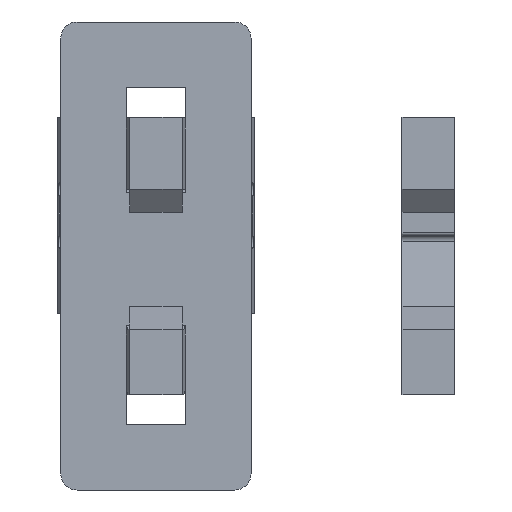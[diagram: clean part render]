
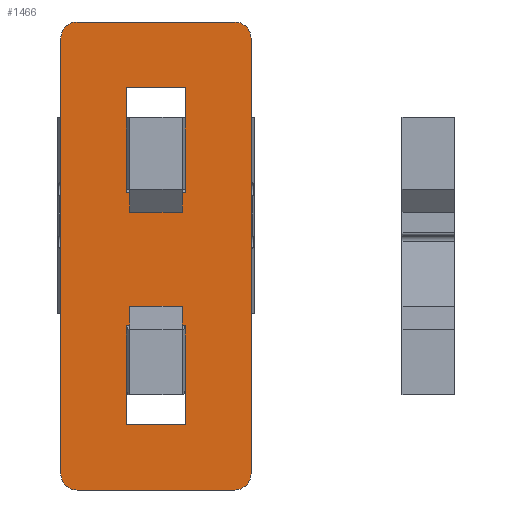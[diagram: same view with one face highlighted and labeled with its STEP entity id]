
A CAD part, left-side view. The second image highlights one B-rep face of the part: STEP entity #1466.
In plain terms, the highlighted planar face has unit normal (-1, 0, 0).
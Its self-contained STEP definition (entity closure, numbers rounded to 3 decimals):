
#37=FACE_BOUND('',#197,.T.);
#38=FACE_BOUND('',#198,.T.);
#52=PLANE('',#1568);
#116=FACE_OUTER_BOUND('',#196,.T.);
#196=EDGE_LOOP('',(#1079,#1080,#1081,#1082,#1083,#1084,#1085,#1086));
#197=EDGE_LOOP('',(#1087,#1088,#1089,#1090));
#198=EDGE_LOOP('',(#1091,#1092,#1093,#1094));
#263=LINE('',#2082,#443);
#277=LINE('',#2118,#457);
#280=LINE('',#2126,#460);
#283=LINE('',#2135,#463);
#285=LINE('',#2139,#465);
#287=LINE('',#2143,#467);
#289=LINE('',#2146,#469);
#291=LINE('',#2151,#471);
#293=LINE('',#2155,#473);
#295=LINE('',#2159,#475);
#297=LINE('',#2162,#477);
#298=LINE('',#2164,#478);
#443=VECTOR('',#1671,10.);
#457=VECTOR('',#1699,10.);
#460=VECTOR('',#1708,10.);
#463=VECTOR('',#1717,10.);
#465=VECTOR('',#1721,10.);
#467=VECTOR('',#1725,10.);
#469=VECTOR('',#1729,10.);
#471=VECTOR('',#1733,10.);
#473=VECTOR('',#1737,10.);
#475=VECTOR('',#1741,10.);
#477=VECTOR('',#1745,10.);
#478=VECTOR('',#1748,10.);
#619=CIRCLE('',#1544,1.);
#624=CIRCLE('',#1552,1.);
#625=CIRCLE('',#1555,1.);
#626=CIRCLE('',#1558,1.);
#639=VERTEX_POINT('',#2069);
#640=VERTEX_POINT('',#2070);
#644=VERTEX_POINT('',#2080);
#658=VERTEX_POINT('',#2112);
#659=VERTEX_POINT('',#2116);
#660=VERTEX_POINT('',#2120);
#661=VERTEX_POINT('',#2124);
#662=VERTEX_POINT('',#2128);
#663=VERTEX_POINT('',#2132);
#664=VERTEX_POINT('',#2134);
#665=VERTEX_POINT('',#2138);
#666=VERTEX_POINT('',#2142);
#667=VERTEX_POINT('',#2148);
#668=VERTEX_POINT('',#2150);
#669=VERTEX_POINT('',#2154);
#670=VERTEX_POINT('',#2158);
#783=EDGE_CURVE('',#639,#640,#619,.T.);
#789=EDGE_CURVE('',#639,#644,#263,.T.);
#804=EDGE_CURVE('',#658,#644,#624,.T.);
#807=EDGE_CURVE('',#658,#659,#277,.T.);
#808=EDGE_CURVE('',#660,#659,#625,.T.);
#811=EDGE_CURVE('',#660,#661,#280,.T.);
#812=EDGE_CURVE('',#662,#661,#626,.T.);
#815=EDGE_CURVE('',#664,#663,#283,.T.);
#817=EDGE_CURVE('',#665,#664,#285,.T.);
#819=EDGE_CURVE('',#666,#665,#287,.T.);
#821=EDGE_CURVE('',#663,#666,#289,.T.);
#823=EDGE_CURVE('',#668,#667,#291,.T.);
#825=EDGE_CURVE('',#669,#668,#293,.T.);
#827=EDGE_CURVE('',#670,#669,#295,.T.);
#829=EDGE_CURVE('',#667,#670,#297,.T.);
#830=EDGE_CURVE('',#662,#640,#298,.T.);
#1079=ORIENTED_EDGE('',*,*,#783,.F.);
#1080=ORIENTED_EDGE('',*,*,#789,.T.);
#1081=ORIENTED_EDGE('',*,*,#804,.F.);
#1082=ORIENTED_EDGE('',*,*,#807,.T.);
#1083=ORIENTED_EDGE('',*,*,#808,.F.);
#1084=ORIENTED_EDGE('',*,*,#811,.T.);
#1085=ORIENTED_EDGE('',*,*,#812,.F.);
#1086=ORIENTED_EDGE('',*,*,#830,.T.);
#1087=ORIENTED_EDGE('',*,*,#829,.T.);
#1088=ORIENTED_EDGE('',*,*,#827,.T.);
#1089=ORIENTED_EDGE('',*,*,#825,.T.);
#1090=ORIENTED_EDGE('',*,*,#823,.T.);
#1091=ORIENTED_EDGE('',*,*,#821,.T.);
#1092=ORIENTED_EDGE('',*,*,#819,.T.);
#1093=ORIENTED_EDGE('',*,*,#817,.T.);
#1094=ORIENTED_EDGE('',*,*,#815,.T.);
#1466=ADVANCED_FACE('',(#116,#37,#38),#52,.T.);
#1544=AXIS2_PLACEMENT_3D('',#2071,#1661,#1662);
#1552=AXIS2_PLACEMENT_3D('',#2113,#1693,#1694);
#1555=AXIS2_PLACEMENT_3D('',#2121,#1702,#1703);
#1558=AXIS2_PLACEMENT_3D('',#2129,#1711,#1712);
#1568=AXIS2_PLACEMENT_3D('',#2165,#1749,#1750);
#1661=DIRECTION('center_axis',(1.,0.,0.));
#1662=DIRECTION('ref_axis',(0.,0.707,-0.707));
#1671=DIRECTION('',(0.,-1.,0.));
#1693=DIRECTION('center_axis',(1.,0.,0.));
#1694=DIRECTION('ref_axis',(0.,-0.707,-0.707));
#1699=DIRECTION('',(0.,0.,1.));
#1702=DIRECTION('center_axis',(1.,0.,0.));
#1703=DIRECTION('ref_axis',(0.,-0.707,0.707));
#1708=DIRECTION('',(0.,1.,0.));
#1711=DIRECTION('center_axis',(1.,0.,0.));
#1712=DIRECTION('ref_axis',(0.,0.707,0.707));
#1717=DIRECTION('',(0.,-1.,0.));
#1721=DIRECTION('',(0.,0.,1.));
#1725=DIRECTION('',(0.,1.,0.));
#1729=DIRECTION('',(0.,0.,-1.));
#1733=DIRECTION('',(0.,1.,0.));
#1737=DIRECTION('',(0.,0.,-1.));
#1741=DIRECTION('',(0.,-1.,0.));
#1745=DIRECTION('',(0.,0.,1.));
#1748=DIRECTION('',(0.,0.,-1.));
#1749=DIRECTION('center_axis',(-1.,0.,0.));
#1750=DIRECTION('ref_axis',(0.,0.,1.));
#2069=CARTESIAN_POINT('',(-7.1,19.8,43.25));
#2070=CARTESIAN_POINT('',(-7.1,20.8,44.25));
#2071=CARTESIAN_POINT('Origin',(-7.1,19.8,44.25));
#2080=CARTESIAN_POINT('',(-7.1,10.2,43.25));
#2082=CARTESIAN_POINT('',(-7.1,20.8,43.25));
#2112=CARTESIAN_POINT('',(-7.1,9.2,44.25));
#2113=CARTESIAN_POINT('Origin',(-7.1,10.2,44.25));
#2116=CARTESIAN_POINT('',(-7.1,9.2,70.78));
#2118=CARTESIAN_POINT('',(-7.1,9.2,43.25));
#2120=CARTESIAN_POINT('',(-7.1,10.2,71.78));
#2121=CARTESIAN_POINT('Origin',(-7.1,10.2,70.78));
#2124=CARTESIAN_POINT('',(-7.1,19.8,71.78));
#2126=CARTESIAN_POINT('',(-7.1,9.2,71.78));
#2128=CARTESIAN_POINT('',(-7.1,20.8,70.78));
#2129=CARTESIAN_POINT('Origin',(-7.1,19.8,70.78));
#2132=CARTESIAN_POINT('',(-7.1,13.2,53.25));
#2134=CARTESIAN_POINT('',(-7.1,16.8,53.25));
#2135=CARTESIAN_POINT('',(-7.1,13.2,53.25));
#2138=CARTESIAN_POINT('',(-7.1,16.8,47.25));
#2139=CARTESIAN_POINT('',(-7.1,16.8,53.25));
#2142=CARTESIAN_POINT('',(-7.1,13.2,47.25));
#2143=CARTESIAN_POINT('',(-7.1,16.8,47.25));
#2146=CARTESIAN_POINT('',(-7.1,13.2,47.25));
#2148=CARTESIAN_POINT('',(-7.1,16.8,61.38));
#2150=CARTESIAN_POINT('',(-7.1,13.2,61.38));
#2151=CARTESIAN_POINT('',(-7.1,16.8,61.38));
#2154=CARTESIAN_POINT('',(-7.1,13.2,67.78));
#2155=CARTESIAN_POINT('',(-7.1,13.2,61.38));
#2158=CARTESIAN_POINT('',(-7.1,16.8,67.78));
#2159=CARTESIAN_POINT('',(-7.1,16.8,67.78));
#2162=CARTESIAN_POINT('',(-7.1,16.8,65.98));
#2164=CARTESIAN_POINT('',(-7.1,20.8,71.78));
#2165=CARTESIAN_POINT('Origin',(-7.1,15.,57.515));
